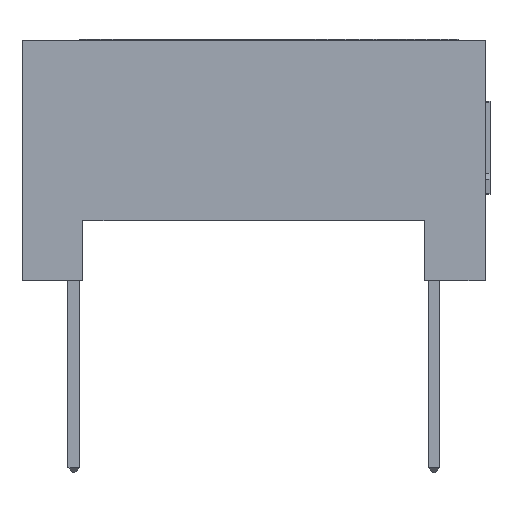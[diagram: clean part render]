
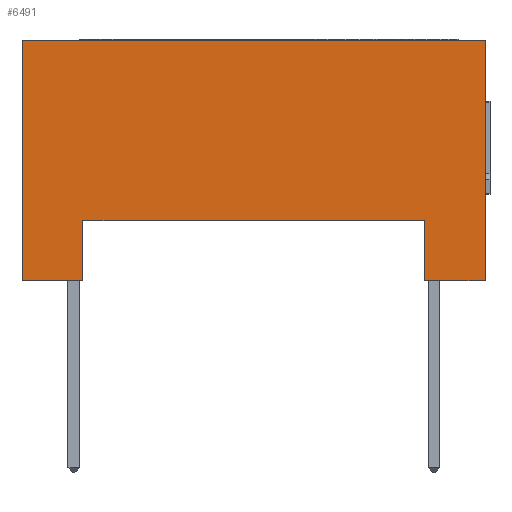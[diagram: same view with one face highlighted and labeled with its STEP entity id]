
A CAD part, front view. The second image highlights one B-rep face of the part: STEP entity #6491.
In plain terms, the highlighted planar face has unit normal (0, -1, 0).
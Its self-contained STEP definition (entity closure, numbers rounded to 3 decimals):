
#263=FACE_OUTER_BOUND('',#663,.T.);
#663=EDGE_LOOP('',(#4708,#4709,#4710,#4711,#4712,#4713,#4714,#4715));
#1125=LINE('',#9218,#1997);
#1167=LINE('',#9305,#2039);
#1170=LINE('',#9309,#2042);
#1175=LINE('',#9320,#2047);
#1184=LINE('',#9334,#2056);
#1189=LINE('',#9343,#2061);
#1233=LINE('',#9440,#2105);
#1234=LINE('',#9444,#2106);
#1997=VECTOR('',#7544,1.);
#2039=VECTOR('',#7608,10.);
#2042=VECTOR('',#7613,1.);
#2047=VECTOR('',#7622,1.);
#2056=VECTOR('',#7637,1.);
#2061=VECTOR('',#7646,1.);
#2105=VECTOR('',#7702,1.);
#2106=VECTOR('',#7709,10.);
#2803=VERTEX_POINT('',#9216);
#2804=VERTEX_POINT('',#9217);
#2837=VERTEX_POINT('',#9302);
#2838=VERTEX_POINT('',#9304);
#2841=VERTEX_POINT('',#9317);
#2842=VERTEX_POINT('',#9319);
#2844=VERTEX_POINT('',#9333);
#2846=VERTEX_POINT('',#9341);
#3447=EDGE_CURVE('',#2803,#2804,#1125,.T.);
#3489=EDGE_CURVE('',#2837,#2838,#1167,.F.);
#3492=EDGE_CURVE('',#2803,#2837,#1170,.T.);
#3497=EDGE_CURVE('',#2841,#2842,#1175,.T.);
#3506=EDGE_CURVE('',#2838,#2844,#1184,.T.);
#3511=EDGE_CURVE('',#2804,#2846,#1189,.T.);
#3560=EDGE_CURVE('',#2842,#2846,#1233,.T.);
#3561=EDGE_CURVE('',#2841,#2844,#1234,.F.);
#4708=ORIENTED_EDGE('',*,*,#3489,.F.);
#4709=ORIENTED_EDGE('',*,*,#3492,.F.);
#4710=ORIENTED_EDGE('',*,*,#3447,.T.);
#4711=ORIENTED_EDGE('',*,*,#3511,.T.);
#4712=ORIENTED_EDGE('',*,*,#3560,.F.);
#4713=ORIENTED_EDGE('',*,*,#3497,.F.);
#4714=ORIENTED_EDGE('',*,*,#3561,.T.);
#4715=ORIENTED_EDGE('',*,*,#3506,.F.);
#6120=PLANE('',#6924);
#6491=ADVANCED_FACE('',(#263),#6120,.T.);
#6924=AXIS2_PLACEMENT_3D('',#9443,#7707,#7708);
#7544=DIRECTION('',(0.,0.,1.));
#7608=DIRECTION('',(0.,0.,-1.));
#7613=DIRECTION('',(-1.,0.,0.));
#7622=DIRECTION('',(-1.,0.,0.));
#7637=DIRECTION('',(-1.,0.,0.));
#7646=DIRECTION('',(-1.,0.,0.));
#7702=DIRECTION('',(0.,0.,1.));
#7707=DIRECTION('center_axis',(0.,-1.,0.));
#7708=DIRECTION('ref_axis',(-1.,0.,0.));
#7709=DIRECTION('',(0.,0.,-1.));
#9216=CARTESIAN_POINT('',(8.71,-16.995,0.));
#9217=CARTESIAN_POINT('',(8.71,-16.995,5.08));
#9218=CARTESIAN_POINT('',(8.71,-16.995,0.));
#9302=CARTESIAN_POINT('',(7.42,-16.995,0.));
#9304=CARTESIAN_POINT('',(7.42,-16.995,1.27));
#9305=CARTESIAN_POINT('',(7.42,-16.995,-0.635));
#9309=CARTESIAN_POINT('',(8.71,-16.995,0.));
#9317=CARTESIAN_POINT('',(0.2,-16.995,0.));
#9319=CARTESIAN_POINT('',(-1.09,-16.995,0.));
#9320=CARTESIAN_POINT('',(8.71,-16.995,0.));
#9333=CARTESIAN_POINT('',(0.2,-16.995,1.27));
#9334=CARTESIAN_POINT('',(4.455,-16.995,1.27));
#9341=CARTESIAN_POINT('',(-1.09,-16.995,5.08));
#9343=CARTESIAN_POINT('',(8.71,-16.995,5.08));
#9440=CARTESIAN_POINT('',(-1.09,-16.995,0.));
#9443=CARTESIAN_POINT('Origin',(8.71,-16.995,0.));
#9444=CARTESIAN_POINT('',(0.2,-16.995,-0.635));
